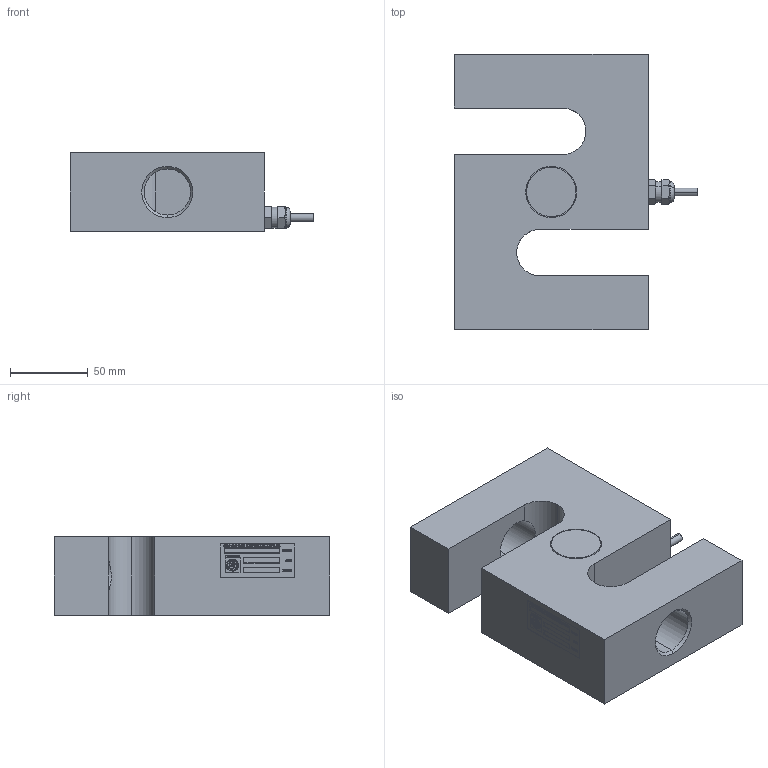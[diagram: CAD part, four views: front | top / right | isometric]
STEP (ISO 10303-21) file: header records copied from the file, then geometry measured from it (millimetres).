
FILE_DESCRIPTION (( 'STEP AP214' ), '1' );
FILE_NAME ('ZD1-C-20K X1 (STEP).STEP', '2021-08-02T18:32:29', ( '' ), ( '' ), 'SwSTEP 2.0', 'SolidWorks 2021', '' );
FILE_SCHEMA (( 'AUTOMOTIVE_DESIGN' ));
Length unit declared in the file: inch
Products named in the file (1): ZD1-C-20K X1 (STEP)
Bounding box: 157.04 x 177.8 x 50.8 mm (x, y, z)
Volume: 834126.1 mm3; surface area: 89419.4 mm2
Topology: 4 solids, 4 shells, 172 faces, 863 edges, 790 vertices
Faces by surface type: plane 127, cylinder 29, cone 14, torus 2
Entity records: 15176 total; most frequent: CARTESIAN_POINT 5992, ORIENTED_EDGE 1726, DIRECTION 993, EDGE_CURVE 863, VERTEX_POINT 790, LINE 491, VECTOR 491, B_SPLINE_CURVE_WITH_KNOTS 294
